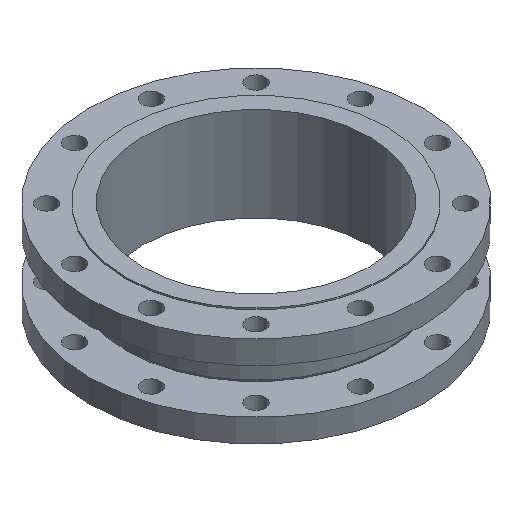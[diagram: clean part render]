
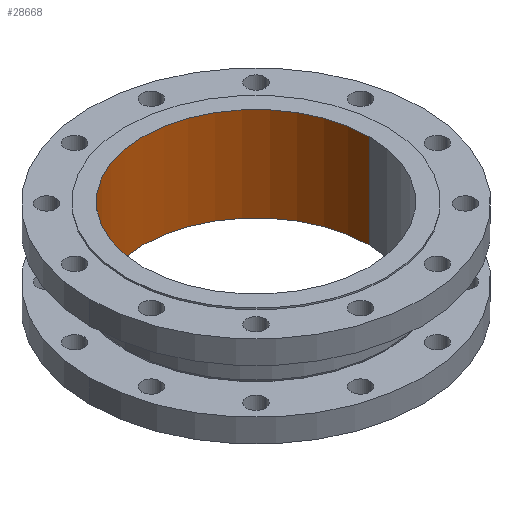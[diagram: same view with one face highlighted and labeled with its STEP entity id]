
A CAD part, isometric view. The second image highlights one B-rep face of the part: STEP entity #28668.
In plain terms, the highlighted cylindrical face has radius 156.5 mm (diameter 313 mm), a partial arc.
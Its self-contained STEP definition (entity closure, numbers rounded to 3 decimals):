
#1093 = VECTOR ( 'NONE', #19308, 1000. ) ;
#1559 = ORIENTED_EDGE ( 'NONE', *, *, #6555, .F. ) ;
#2005 = DIRECTION ( 'NONE',  ( 0., 0., 1. ) ) ;
#2304 = CARTESIAN_POINT ( 'NONE',  ( -156.5, 0., -130. ) ) ;
#4626 = EDGE_CURVE ( 'NONE', #6704, #16541, #14946, .T. ) ;
#5511 = AXIS2_PLACEMENT_3D ( 'NONE', #13417, #10929, #21040 ) ;
#6555 = EDGE_CURVE ( 'NONE', #28567, #16541, #17138, .T. ) ;
#6704 = VERTEX_POINT ( 'NONE', #8421 ) ;
#7217 = CIRCLE ( 'NONE', #25639, 156.5 ) ;
#7275 = CARTESIAN_POINT ( 'NONE',  ( 0., 0., -130. ) ) ;
#7413 = FACE_OUTER_BOUND ( 'NONE', #15109, .T. ) ;
#8200 = ORIENTED_EDGE ( 'NONE', *, *, #21611, .F. ) ;
#8421 = CARTESIAN_POINT ( 'NONE',  ( 156.5, 0., 0. ) ) ;
#9161 = DIRECTION ( 'NONE',  ( 1., 0., 0. ) ) ;
#10676 = ORIENTED_EDGE ( 'NONE', *, *, #29435, .T. ) ;
#10929 = DIRECTION ( 'NONE',  ( 0., 0., 1. ) ) ;
#12393 = DIRECTION ( 'NONE',  ( 0., 0., 1. ) ) ;
#12414 = AXIS2_PLACEMENT_3D ( 'NONE', #14579, #12393, #21884 ) ;
#13417 = CARTESIAN_POINT ( 'NONE',  ( 0., 0., 0. ) ) ;
#13427 = VECTOR ( 'NONE', #23181, 1000. ) ;
#13973 = CARTESIAN_POINT ( 'NONE',  ( 156.5, 0., 0. ) ) ;
#14579 = CARTESIAN_POINT ( 'NONE',  ( 0., 0., 0. ) ) ;
#14946 = CIRCLE ( 'NONE', #5511, 156.5 ) ;
#14960 = CARTESIAN_POINT ( 'NONE',  ( -156.5, 0., 0. ) ) ;
#15109 = EDGE_LOOP ( 'NONE', ( #1559, #8200, #10676, #24671 ) ) ;
#16541 = VERTEX_POINT ( 'NONE', #26430 ) ;
#16906 = CYLINDRICAL_SURFACE ( 'NONE', #12414, 156.5 ) ;
#17138 = LINE ( 'NONE', #14960, #1093 ) ;
#18500 = LINE ( 'NONE', #13973, #13427 ) ;
#19308 = DIRECTION ( 'NONE',  ( 0., 0., 1. ) ) ;
#21040 = DIRECTION ( 'NONE',  ( 1., 0., 0. ) ) ;
#21611 = EDGE_CURVE ( 'NONE', #22842, #28567, #7217, .T. ) ;
#21884 = DIRECTION ( 'NONE',  ( 1., 0., 0. ) ) ;
#22842 = VERTEX_POINT ( 'NONE', #25159 ) ;
#23181 = DIRECTION ( 'NONE',  ( 0., 0., 1. ) ) ;
#24671 = ORIENTED_EDGE ( 'NONE', *, *, #4626, .T. ) ;
#25159 = CARTESIAN_POINT ( 'NONE',  ( 156.5, 0., -130. ) ) ;
#25639 = AXIS2_PLACEMENT_3D ( 'NONE', #7275, #2005, #9161 ) ;
#26430 = CARTESIAN_POINT ( 'NONE',  ( -156.5, 0., 0. ) ) ;
#28567 = VERTEX_POINT ( 'NONE', #2304 ) ;
#28668 = ADVANCED_FACE ( 'NONE', ( #7413 ), #16906, .F. ) ;
#29435 = EDGE_CURVE ( 'NONE', #22842, #6704, #18500, .T. ) ;
